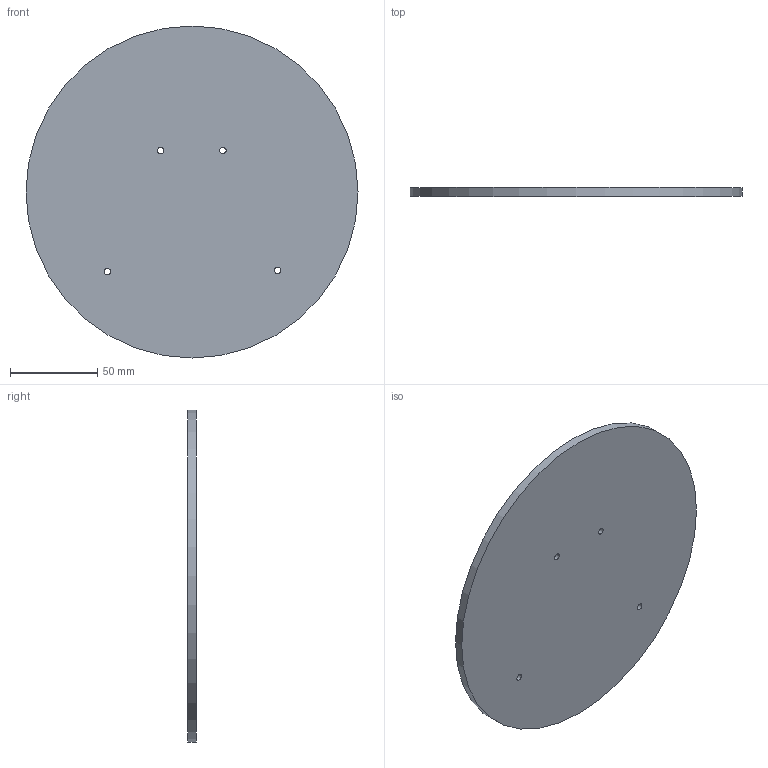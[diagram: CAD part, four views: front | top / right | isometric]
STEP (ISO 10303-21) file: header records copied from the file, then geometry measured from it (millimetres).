
FILE_DESCRIPTION(/* description */ (''),/* implementation_level */ '2;1');
FILE_NAME(/* name */ 'Penguin Bottom.step',/* time_stamp */ '2026-02-09T05:40:54+07:00',/* author */ (''),/* organization */ (''),/* preprocessor_version */ 'ST-DEVELOPER v20.1',/* originating_system */ 'Autodesk Translation Framework v14.24.0.0',/* authorisation */ '');
FILE_SCHEMA (('AUTOMOTIVE_DESIGN { 1 0 10303 214 3 1 1 }'));
Length unit declared in the file: millimetre
Products named in the file (1): 2026-02-03-11-27-37-895
Bounding box: 190 x 5 x 190 mm (x, y, z)
Volume: 141549.3 mm3; surface area: 59836.7 mm2
Topology: 1 solids, 1 shells, 7 faces, 15 edges, 10 vertices
Faces by surface type: cylinder 5, plane 2
Full cylindrical faces by diameter (mm): 3.7 x4, 190 x1
Entity records: 255 total; most frequent: DIRECTION 41, CARTESIAN_POINT 33, ORIENTED_EDGE 30, AXIS2_PLACEMENT_3D 18, EDGE_LOOP 15, EDGE_CURVE 15, CIRCLE 10, VERTEX_POINT 10
